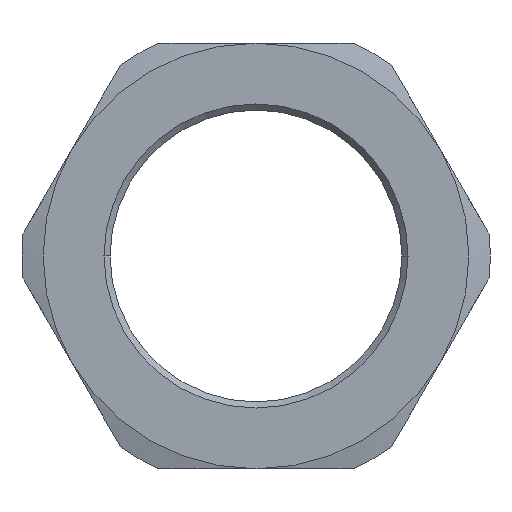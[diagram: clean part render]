
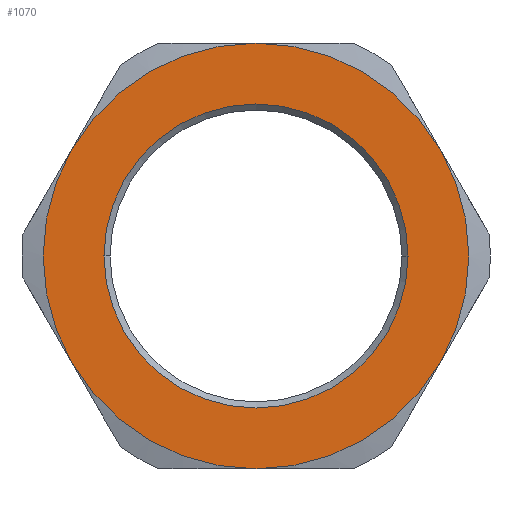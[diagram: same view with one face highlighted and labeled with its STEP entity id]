
A CAD part, left-side view. The second image highlights one B-rep face of the part: STEP entity #1070.
In plain terms, the highlighted planar face has unit normal (-1, 0, 0).
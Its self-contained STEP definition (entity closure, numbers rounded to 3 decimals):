
#8 = VERTEX_POINT ( 'NONE', #10 ) ;
#10 = CARTESIAN_POINT ( 'NONE',  ( 0., -25., 0. ) ) ;
#11 = ORIENTED_EDGE ( 'NONE', *, *, #978, .T. ) ;
#12 = PLANE ( 'NONE',  #669 ) ;
#19 = CARTESIAN_POINT ( 'NONE',  ( 0., -30.311, -17.5 ) ) ;
#21 = ORIENTED_EDGE ( 'NONE', *, *, #101, .F. ) ;
#23 = CARTESIAN_POINT ( 'NONE',  ( 0., -30.311, 17.5 ) ) ;
#38 = DIRECTION ( 'NONE',  ( 1., 0., 0. ) ) ;
#62 = CIRCLE ( 'NONE', #1081, 25. ) ;
#99 = VERTEX_POINT ( 'NONE', #23 ) ;
#101 = EDGE_CURVE ( 'NONE', #99, #887, #776, .T. ) ;
#106 = DIRECTION ( 'NONE',  ( 0., 0., -1. ) ) ;
#114 = DIRECTION ( 'NONE',  ( 0., 0., -1. ) ) ;
#115 = VERTEX_POINT ( 'NONE', #779 ) ;
#127 = CARTESIAN_POINT ( 'NONE',  ( 0., 0., 0. ) ) ;
#137 = EDGE_CURVE ( 'NONE', #640, #8, #62, .T. ) ;
#180 = DIRECTION ( 'NONE',  ( 1., 0., 0. ) ) ;
#224 = DIRECTION ( 'NONE',  ( 0., 0., -1. ) ) ;
#234 = CARTESIAN_POINT ( 'NONE',  ( 0., 30.311, 17.5 ) ) ;
#256 = FACE_OUTER_BOUND ( 'NONE', #345, .T. ) ;
#280 = CARTESIAN_POINT ( 'NONE',  ( 0., 0., 0. ) ) ;
#317 = DIRECTION ( 'NONE',  ( 1., 0., 0. ) ) ;
#345 = EDGE_LOOP ( 'NONE', ( #1210, #1067, #21, #1036, #471, #405 ) ) ;
#362 = EDGE_CURVE ( 'NONE', #717, #99, #511, .T. ) ;
#367 = DIRECTION ( 'NONE',  ( 1., 0., 0. ) ) ;
#381 = DIRECTION ( 'NONE',  ( 0., 0., 1. ) ) ;
#394 = EDGE_CURVE ( 'NONE', #415, #115, #481, .T. ) ;
#397 = DIRECTION ( 'NONE',  ( 1., 0., 0. ) ) ;
#405 = ORIENTED_EDGE ( 'NONE', *, *, #922, .F. ) ;
#406 = CARTESIAN_POINT ( 'NONE',  ( 0., 0., 0. ) ) ;
#408 = CIRCLE ( 'NONE', #909, 35. ) ;
#415 = VERTEX_POINT ( 'NONE', #554 ) ;
#419 = CARTESIAN_POINT ( 'NONE',  ( 0., 0., 0. ) ) ;
#471 = ORIENTED_EDGE ( 'NONE', *, *, #605, .T. ) ;
#479 = CARTESIAN_POINT ( 'NONE',  ( 0., 0., 0. ) ) ;
#481 = CIRCLE ( 'NONE', #991, 35. ) ;
#483 = AXIS2_PLACEMENT_3D ( 'NONE', #406, #1053, #493 ) ;
#491 = CARTESIAN_POINT ( 'NONE',  ( 0., 0., 0. ) ) ;
#493 = DIRECTION ( 'NONE',  ( 0., 0., -1. ) ) ;
#511 = CIRCLE ( 'NONE', #932, 35. ) ;
#552 = CARTESIAN_POINT ( 'NONE',  ( 0., 0., 35. ) ) ;
#554 = CARTESIAN_POINT ( 'NONE',  ( 0., 0., -35. ) ) ;
#572 = CIRCLE ( 'NONE', #1205, 25. ) ;
#605 = EDGE_CURVE ( 'NONE', #717, #1212, #408, .T. ) ;
#607 = CARTESIAN_POINT ( 'NONE',  ( 0., 0., 0. ) ) ;
#634 = ORIENTED_EDGE ( 'NONE', *, *, #137, .T. ) ;
#640 = VERTEX_POINT ( 'NONE', #1129 ) ;
#669 = AXIS2_PLACEMENT_3D ( 'NONE', #491, #1049, #114 ) ;
#698 = DIRECTION ( 'NONE',  ( 0., 0., -1. ) ) ;
#717 = VERTEX_POINT ( 'NONE', #552 ) ;
#729 = CARTESIAN_POINT ( 'NONE',  ( 0., 0., 0. ) ) ;
#750 = CIRCLE ( 'NONE', #483, 35. ) ;
#776 = CIRCLE ( 'NONE', #947, 35. ) ;
#778 = DIRECTION ( 'NONE',  ( 1., 0., 0. ) ) ;
#779 = CARTESIAN_POINT ( 'NONE',  ( 0., 30.311, -17.5 ) ) ;
#827 = DIRECTION ( 'NONE',  ( 0., 0., -1. ) ) ;
#884 = CIRCLE ( 'NONE', #945, 35. ) ;
#887 = VERTEX_POINT ( 'NONE', #19 ) ;
#909 = AXIS2_PLACEMENT_3D ( 'NONE', #280, #936, #381 ) ;
#921 = CARTESIAN_POINT ( 'NONE',  ( 0., 0., 0. ) ) ;
#922 = EDGE_CURVE ( 'NONE', #115, #1212, #884, .T. ) ;
#932 = AXIS2_PLACEMENT_3D ( 'NONE', #921, #367, #1013 ) ;
#936 = DIRECTION ( 'NONE',  ( -1., 0., 0. ) ) ;
#945 = AXIS2_PLACEMENT_3D ( 'NONE', #127, #778, #224 ) ;
#947 = AXIS2_PLACEMENT_3D ( 'NONE', #419, #317, #1068 ) ;
#965 = EDGE_LOOP ( 'NONE', ( #11, #634 ) ) ;
#978 = EDGE_CURVE ( 'NONE', #8, #640, #572, .T. ) ;
#991 = AXIS2_PLACEMENT_3D ( 'NONE', #729, #180, #827 ) ;
#1013 = DIRECTION ( 'NONE',  ( 0., 0., -1. ) ) ;
#1018 = FACE_BOUND ( 'NONE', #965, .T. ) ;
#1036 = ORIENTED_EDGE ( 'NONE', *, *, #362, .F. ) ;
#1049 = DIRECTION ( 'NONE',  ( 1., 0., 0. ) ) ;
#1053 = DIRECTION ( 'NONE',  ( 1., 0., 0. ) ) ;
#1067 = ORIENTED_EDGE ( 'NONE', *, *, #1071, .F. ) ;
#1068 = DIRECTION ( 'NONE',  ( 0., 0., -1. ) ) ;
#1070 = ADVANCED_FACE ( 'NONE', ( #1018, #256 ), #12, .F. ) ;
#1071 = EDGE_CURVE ( 'NONE', #887, #415, #750, .T. ) ;
#1081 = AXIS2_PLACEMENT_3D ( 'NONE', #479, #397, #106 ) ;
#1129 = CARTESIAN_POINT ( 'NONE',  ( 0., 25., 0. ) ) ;
#1205 = AXIS2_PLACEMENT_3D ( 'NONE', #607, #38, #698 ) ;
#1210 = ORIENTED_EDGE ( 'NONE', *, *, #394, .F. ) ;
#1212 = VERTEX_POINT ( 'NONE', #234 ) ;
